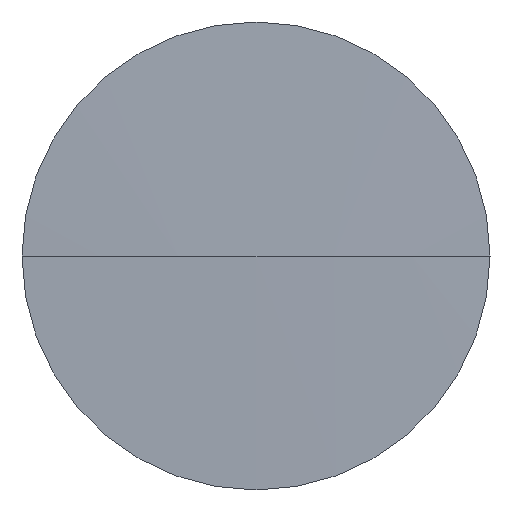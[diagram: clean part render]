
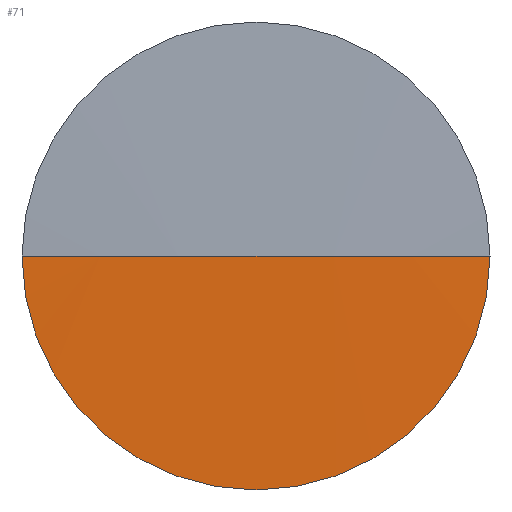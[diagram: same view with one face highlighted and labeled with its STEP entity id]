
A CAD part, left-side view. The second image highlights one B-rep face of the part: STEP entity #71.
In plain terms, the highlighted spherical face has radius 443.5 mm.
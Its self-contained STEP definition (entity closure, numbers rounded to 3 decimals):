
#3 = DIRECTION ( 'NONE',  ( 0., 1., 0. ) ) ;
#10 = DIRECTION ( 'NONE',  ( 0., 0., 1. ) ) ;
#16 = FACE_OUTER_BOUND ( 'NONE', #156, .T. ) ;
#17 = ORIENTED_EDGE ( 'NONE', *, *, #177, .F. ) ;
#24 = CARTESIAN_POINT ( 'NONE',  ( 122.611, 65.217, 0. ) ) ;
#27 = ORIENTED_EDGE ( 'NONE', *, *, #87, .T. ) ;
#36 = CARTESIAN_POINT ( 'NONE',  ( 122.788, 65.217, 0. ) ) ;
#40 = AXIS2_PLACEMENT_3D ( 'NONE', #60, #139, #3 ) ;
#58 = CARTESIAN_POINT ( 'NONE',  ( 122.788, 77.717, 0. ) ) ;
#60 = CARTESIAN_POINT ( 'NONE',  ( 566.111, 65.217, 0. ) ) ;
#62 = CARTESIAN_POINT ( 'NONE',  ( 566.111, 65.217, 0. ) ) ;
#63 = CARTESIAN_POINT ( 'NONE',  ( 122.788, 52.717, 0. ) ) ;
#66 = DIRECTION ( 'NONE',  ( -1., 0., 0. ) ) ;
#71 = ADVANCED_FACE ( 'NONE', ( #16 ), #100, .T. ) ;
#72 = CIRCLE ( 'NONE', #145, 12.5 ) ;
#73 = DIRECTION ( 'NONE',  ( 0., 0., -1. ) ) ;
#75 = CIRCLE ( 'NONE', #40, 443.5 ) ;
#87 = EDGE_CURVE ( 'NONE', #119, #181, #75, .T. ) ;
#95 = VERTEX_POINT ( 'NONE', #58 ) ;
#97 = CARTESIAN_POINT ( 'NONE',  ( 566.111, 65.217, 0. ) ) ;
#100 = SPHERICAL_SURFACE ( 'NONE', #131, 443.5 ) ;
#109 = EDGE_CURVE ( 'NONE', #95, #119, #72, .T. ) ;
#119 = VERTEX_POINT ( 'NONE', #63 ) ;
#131 = AXIS2_PLACEMENT_3D ( 'NONE', #62, #73, #180 ) ;
#139 = DIRECTION ( 'NONE',  ( 0., 0., -1. ) ) ;
#145 = AXIS2_PLACEMENT_3D ( 'NONE', #36, #66, #184 ) ;
#155 = DIRECTION ( 'NONE',  ( 1., 0., 0. ) ) ;
#156 = EDGE_LOOP ( 'NONE', ( #157, #27, #17 ) ) ;
#157 = ORIENTED_EDGE ( 'NONE', *, *, #109, .T. ) ;
#165 = CIRCLE ( 'NONE', #175, 443.5 ) ;
#175 = AXIS2_PLACEMENT_3D ( 'NONE', #97, #10, #155 ) ;
#177 = EDGE_CURVE ( 'NONE', #95, #181, #165, .T. ) ;
#180 = DIRECTION ( 'NONE',  ( 0., 1., 0. ) ) ;
#181 = VERTEX_POINT ( 'NONE', #24 ) ;
#184 = DIRECTION ( 'NONE',  ( 0., -1., 0. ) ) ;
